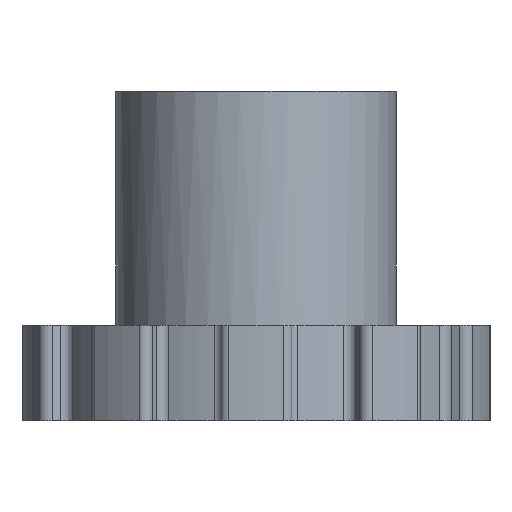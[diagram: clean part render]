
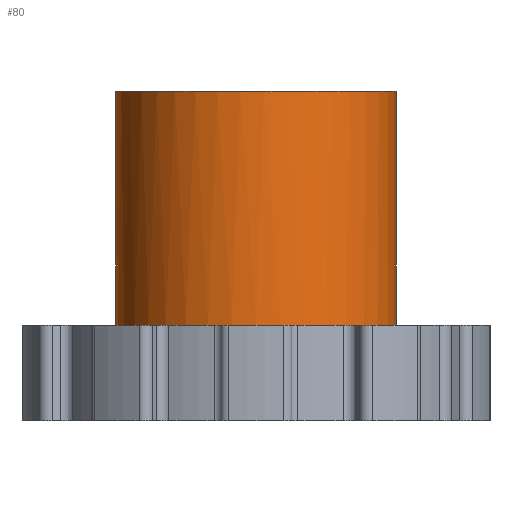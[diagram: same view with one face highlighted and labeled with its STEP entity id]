
A CAD part, front view. The second image highlights one B-rep face of the part: STEP entity #80.
In plain terms, the highlighted cylindrical face has radius 15 mm (diameter 30 mm), a full revolution.
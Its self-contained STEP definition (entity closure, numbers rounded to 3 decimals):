
#80 = ADVANCED_FACE( '', ( #187, #188 ), #189, .T. );
#187 = FACE_OUTER_BOUND( '', #395, .T. );
#188 = FACE_OUTER_BOUND( '', #396, .T. );
#189 = CYLINDRICAL_SURFACE( '', #397, 15. );
#395 = EDGE_LOOP( '', ( #635, #636, #637, #638, #639, #640, #641, #642, #643, #644, #645, #646 ) );
#396 = EDGE_LOOP( '', ( #647 ) );
#397 = AXIS2_PLACEMENT_3D( '', #648, #649, #650 );
#635 = ORIENTED_EDGE( '', *, *, #1468, .F. );
#636 = ORIENTED_EDGE( '', *, *, #1456, .F. );
#637 = ORIENTED_EDGE( '', *, *, #1461, .T. );
#638 = ORIENTED_EDGE( '', *, *, #1475, .F. );
#639 = ORIENTED_EDGE( '', *, *, #1477, .T. );
#640 = ORIENTED_EDGE( '', *, *, #1478, .F. );
#641 = ORIENTED_EDGE( '', *, *, #1479, .F. );
#642 = ORIENTED_EDGE( '', *, *, #1480, .F. );
#643 = ORIENTED_EDGE( '', *, *, #1481, .F. );
#644 = ORIENTED_EDGE( '', *, *, #1482, .F. );
#645 = ORIENTED_EDGE( '', *, *, #1466, .F. );
#646 = ORIENTED_EDGE( '', *, *, #1483, .F. );
#647 = ORIENTED_EDGE( '', *, *, #1484, .T. );
#648 = CARTESIAN_POINT( '', ( 0., 0., -12.5 ) );
#649 = DIRECTION( '', ( 0., 0., 1. ) );
#650 = DIRECTION( '', ( 1., 0., 0. ) );
#1456 = EDGE_CURVE( '', #1738, #1739, #1740, .T. );
#1461 = EDGE_CURVE( '', #1738, #1746, #1748, .F. );
#1466 = EDGE_CURVE( '', #1756, #1758, #1759, .F. );
#1468 = EDGE_CURVE( '', #1739, #1761, #1762, .T. );
#1475 = EDGE_CURVE( '', #1771, #1746, #1773, .T. );
#1477 = EDGE_CURVE( '', #1771, #1776, #1777, .T. );
#1478 = EDGE_CURVE( '', #1778, #1776, #1779, .T. );
#1479 = EDGE_CURVE( '', #1780, #1778, #1781, .F. );
#1480 = EDGE_CURVE( '', #1782, #1780, #1783, .T. );
#1481 = EDGE_CURVE( '', #1784, #1782, #1785, .T. );
#1482 = EDGE_CURVE( '', #1758, #1784, #1786, .T. );
#1483 = EDGE_CURVE( '', #1761, #1756, #1787, .T. );
#1484 = EDGE_CURVE( '', #1788, #1788, #1789, .T. );
#1738 = VERTEX_POINT( '', #2210 );
#1739 = VERTEX_POINT( '', #2211 );
#1740 = CIRCLE( '', #2212, 15. );
#1746 = VERTEX_POINT( '', #2220 );
#1748 = LINE( '', #2222, #2223 );
#1756 = VERTEX_POINT( '', #2234 );
#1758 = VERTEX_POINT( '', #2237 );
#1759 = LINE( '', #2238, #2239 );
#1761 = VERTEX_POINT( '', #2242 );
#1762 = LINE( '', #2243, #2244 );
#1771 = VERTEX_POINT( '', #2257 );
#1773 = CIRCLE( '', #2259, 15. );
#1776 = VERTEX_POINT( '', #2262 );
#1777 = LINE( '', #2263, #2264 );
#1778 = VERTEX_POINT( '', #2265 );
#1779 = CIRCLE( '', #2266, 15. );
#1780 = VERTEX_POINT( '', #2267 );
#1781 = LINE( '', #2268, #2269 );
#1782 = VERTEX_POINT( '', #2270 );
#1783 = B_SPLINE_CURVE_WITH_KNOTS( '', 3, ( #2271, #2272, #2273, #2274, #2275, #2276, #2277, #2278, #2279, #2280, #2281, #2282, #2283, #2284 ), .UNSPECIFIED., .F., .F., ( 4, 2, 2, 2, 2, 2, 4 ), ( 0., 0.001, 0.001, 0.002, 0.002, 0.002, 0.003 ), .UNSPECIFIED. );
#1784 = VERTEX_POINT( '', #2285 );
#1785 = LINE( '', #2286, #2287 );
#1786 = CIRCLE( '', #2288, 15. );
#1787 = B_SPLINE_CURVE_WITH_KNOTS( '', 3, ( #2289, #2290, #2291, #2292, #2293, #2294, #2295, #2296, #2297, #2298 ), .UNSPECIFIED., .F., .F., ( 4, 2, 2, 2, 4 ), ( 0., 0.001, 0.002, 0.002, 0.003 ), .UNSPECIFIED. );
#1788 = VERTEX_POINT( '', #2299 );
#1789 = CIRCLE( '', #2300, 15. );
#2210 = CARTESIAN_POINT( '', ( 4.958, 14.157, -19. ) );
#2211 = CARTESIAN_POINT( '', ( 4.812, 14.207, -19. ) );
#2212 = AXIS2_PLACEMENT_3D( '', #2848, #2849, #2850 );
#2220 = CARTESIAN_POINT( '', ( 4.958, 14.157, 0. ) );
#2222 = CARTESIAN_POINT( '', ( 4.958, 14.157, -12.5 ) );
#2223 = VECTOR( '', #2859, 1000. );
#2234 = CARTESIAN_POINT( '', ( 2.95, 14.707, -19.25 ) );
#2237 = CARTESIAN_POINT( '', ( 2.95, 14.707, -19. ) );
#2238 = CARTESIAN_POINT( '', ( 2.95, 14.707, -12.5 ) );
#2239 = VECTOR( '', #2864, 1000. );
#2242 = CARTESIAN_POINT( '', ( 4.812, 14.207, -21.466 ) );
#2243 = CARTESIAN_POINT( '', ( 4.812, 14.207, -12.5 ) );
#2244 = VECTOR( '', #2866, 1000. );
#2257 = CARTESIAN_POINT( '', ( -4.958, 14.157, 0. ) );
#2259 = AXIS2_PLACEMENT_3D( '', #2877, #2878, #2879 );
#2262 = CARTESIAN_POINT( '', ( -4.958, 14.157, -19. ) );
#2263 = CARTESIAN_POINT( '', ( -4.958, 14.157, -12.5 ) );
#2264 = VECTOR( '', #2883, 1000. );
#2265 = CARTESIAN_POINT( '', ( -4.812, 14.207, -19. ) );
#2266 = AXIS2_PLACEMENT_3D( '', #2884, #2885, #2886 );
#2267 = CARTESIAN_POINT( '', ( -4.812, 14.207, -21.466 ) );
#2268 = CARTESIAN_POINT( '', ( -4.812, 14.207, -12.5 ) );
#2269 = VECTOR( '', #2887, 1000. );
#2270 = CARTESIAN_POINT( '', ( -2.95, 14.707, -19.25 ) );
#2271 = CARTESIAN_POINT( '', ( -2.95, 14.707, -19.25 ) );
#2272 = CARTESIAN_POINT( '', ( -2.95, 14.707, -19.519 ) );
#2273 = CARTESIAN_POINT( '', ( -2.997, 14.698, -19.782 ) );
#2274 = CARTESIAN_POINT( '', ( -3.137, 14.668, -20.158 ) );
#2275 = CARTESIAN_POINT( '', ( -3.194, 14.656, -20.277 ) );
#2276 = CARTESIAN_POINT( '', ( -3.327, 14.626, -20.504 ) );
#2277 = CARTESIAN_POINT( '', ( -3.405, 14.609, -20.613 ) );
#2278 = CARTESIAN_POINT( '', ( -3.577, 14.568, -20.814 ) );
#2279 = CARTESIAN_POINT( '', ( -3.67, 14.544, -20.905 ) );
#2280 = CARTESIAN_POINT( '', ( -3.871, 14.492, -21.07 ) );
#2281 = CARTESIAN_POINT( '', ( -3.98, 14.463, -21.145 ) );
#2282 = CARTESIAN_POINT( '', ( -4.318, 14.367, -21.336 ) );
#2283 = CARTESIAN_POINT( '', ( -4.561, 14.292, -21.422 ) );
#2284 = CARTESIAN_POINT( '', ( -4.812, 14.207, -21.466 ) );
#2285 = CARTESIAN_POINT( '', ( -2.95, 14.707, -19. ) );
#2286 = CARTESIAN_POINT( '', ( -2.95, 14.707, -12.5 ) );
#2287 = VECTOR( '', #2888, 1000. );
#2288 = AXIS2_PLACEMENT_3D( '', #2889, #2890, #2891 );
#2289 = CARTESIAN_POINT( '', ( 4.812, 14.207, -21.466 ) );
#2290 = CARTESIAN_POINT( '', ( 4.561, 14.292, -21.422 ) );
#2291 = CARTESIAN_POINT( '', ( 4.321, 14.366, -21.337 ) );
#2292 = CARTESIAN_POINT( '', ( 3.866, 14.495, -21.081 ) );
#2293 = CARTESIAN_POINT( '', ( 3.664, 14.547, -20.916 ) );
#2294 = CARTESIAN_POINT( '', ( 3.319, 14.629, -20.512 ) );
#2295 = CARTESIAN_POINT( '', ( 3.184, 14.659, -20.284 ) );
#2296 = CARTESIAN_POINT( '', ( 2.998, 14.698, -19.782 ) );
#2297 = CARTESIAN_POINT( '', ( 2.95, 14.707, -19.519 ) );
#2298 = CARTESIAN_POINT( '', ( 2.95, 14.707, -19.25 ) );
#2299 = CARTESIAN_POINT( '', ( 15., 0., -25. ) );
#2300 = AXIS2_PLACEMENT_3D( '', #2892, #2893, #2894 );
#2848 = CARTESIAN_POINT( '', ( 0., 0., -19. ) );
#2849 = DIRECTION( '', ( 0., 0., 1. ) );
#2850 = DIRECTION( '', ( 1., 0., 0. ) );
#2859 = DIRECTION( '', ( 0., 0., -1. ) );
#2864 = DIRECTION( '', ( 0., 0., -1. ) );
#2866 = DIRECTION( '', ( 0., 0., -1. ) );
#2877 = CARTESIAN_POINT( '', ( 0., 0., 0. ) );
#2878 = DIRECTION( '', ( 0., 0., 1. ) );
#2879 = DIRECTION( '', ( 1., 0., 0. ) );
#2883 = DIRECTION( '', ( 0., 0., -1. ) );
#2884 = CARTESIAN_POINT( '', ( 0., 0., -19. ) );
#2885 = DIRECTION( '', ( 0., 0., 1. ) );
#2886 = DIRECTION( '', ( 1., 0., 0. ) );
#2887 = DIRECTION( '', ( 0., 0., -1. ) );
#2888 = DIRECTION( '', ( 0., 0., -1. ) );
#2889 = CARTESIAN_POINT( '', ( 0., 0., -19. ) );
#2890 = DIRECTION( '', ( 0., 0., 1. ) );
#2891 = DIRECTION( '', ( 1., 0., 0. ) );
#2892 = CARTESIAN_POINT( '', ( 0., 0., -25. ) );
#2893 = DIRECTION( '', ( 0., 0., 1. ) );
#2894 = DIRECTION( '', ( 1., 0., 0. ) );
